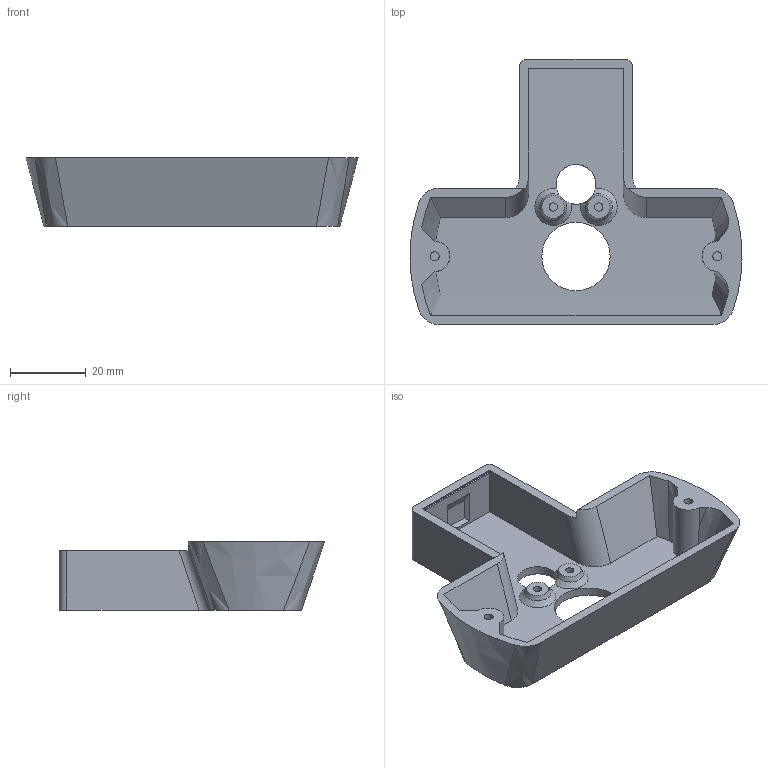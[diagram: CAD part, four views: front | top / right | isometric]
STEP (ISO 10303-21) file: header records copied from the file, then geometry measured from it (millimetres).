
FILE_DESCRIPTION(/* description */ ('Unknown'),/* implementation_level */ '2;1');
FILE_NAME(/* name */ 'stuff_v1',/* time_stamp */ '2022-01-13T23:09:38+07:00',/* author */ ('Unknown'),/* organization */ ('Unknown'),/* preprocessor_version */ 'ST-DEVELOPER v16.7',/* originating_system */ 'Solid Edge',/* authorisation */ 'Unknown');
FILE_SCHEMA (('AUTOMOTIVE_DESIGN {1 0 10303 214 3 1 1}'));
Length unit declared in the file: millimetre
Products named in the file (1): stuff_v1
Bounding box: 87.48 x 69.9 x 18 mm (x, y, z)
Volume: 17661.5 mm3; surface area: 15409.1 mm2
Topology: 1 solids, 1 shells, 69 faces, 189 edges, 127 vertices
Faces by surface type: plane 37, cylinder 16, bspline 12, cone 4
Full cylindrical faces by diameter (mm): 2.2 x2, 2.4 x2, 10.5 x1, 18 x1
Entity records: 2362 total; most frequent: CARTESIAN_POINT 715, ORIENTED_EDGE 354, DIRECTION 294, EDGE_CURVE 177, VERTEX_POINT 123, AXIS2_PLACEMENT_3D 110, EDGE_LOOP 86, FACE_BOUND 86
